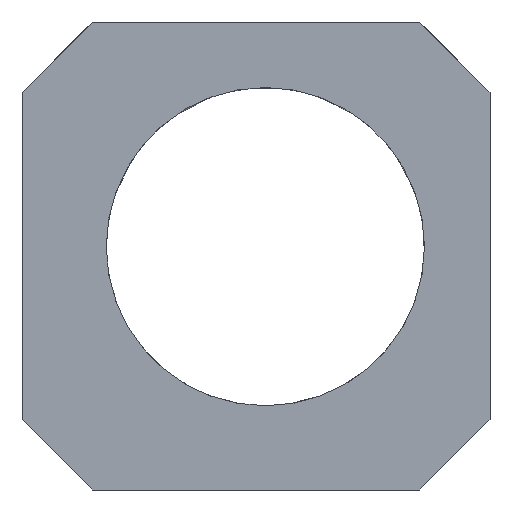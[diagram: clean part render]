
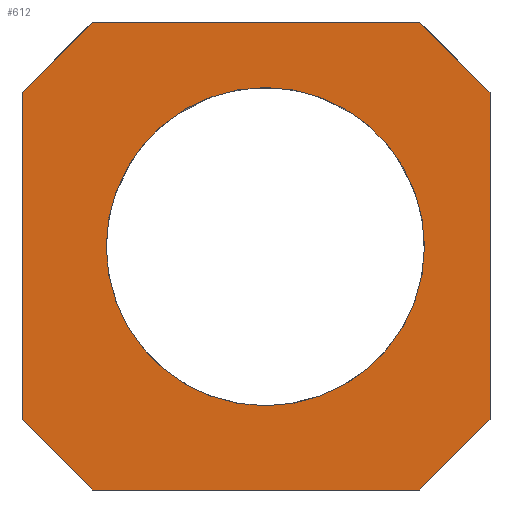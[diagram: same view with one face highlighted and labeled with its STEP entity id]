
A CAD part, front view. The second image highlights one B-rep face of the part: STEP entity #612.
In plain terms, the highlighted planar face has unit normal (0, -1, 0).
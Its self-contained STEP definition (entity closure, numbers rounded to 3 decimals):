
#29=FACE_BOUND('',#82,.T.);
#38=CIRCLE('',#671,3.4);
#49=FACE_OUTER_BOUND('',#81,.T.);
#81=EDGE_LOOP('',(#444,#445,#446,#447,#448,#449,#450,#451));
#82=EDGE_LOOP('',(#452));
#134=LINE('',#925,#205);
#137=LINE('',#930,#208);
#139=LINE('',#934,#210);
#141=LINE('',#938,#212);
#142=LINE('',#941,#213);
#143=LINE('',#943,#214);
#144=LINE('',#945,#215);
#145=LINE('',#946,#216);
#205=VECTOR('',#742,2.121);
#208=VECTOR('',#747,7.);
#210=VECTOR('',#751,2.121);
#212=VECTOR('',#755,7.);
#213=VECTOR('',#758,2.121);
#214=VECTOR('',#759,7.);
#215=VECTOR('',#760,2.121);
#216=VECTOR('',#761,7.);
#279=VERTEX_POINT('',#922);
#280=VERTEX_POINT('',#924);
#281=VERTEX_POINT('',#928);
#282=VERTEX_POINT('',#932);
#283=VERTEX_POINT('',#936);
#284=VERTEX_POINT('',#940);
#285=VERTEX_POINT('',#942);
#286=VERTEX_POINT('',#944);
#287=VERTEX_POINT('',#947);
#340=EDGE_CURVE('',#279,#280,#134,.T.);
#343=EDGE_CURVE('',#281,#279,#137,.T.);
#345=EDGE_CURVE('',#281,#282,#139,.F.);
#347=EDGE_CURVE('',#283,#282,#141,.T.);
#348=EDGE_CURVE('',#283,#284,#142,.T.);
#349=EDGE_CURVE('',#284,#285,#143,.T.);
#350=EDGE_CURVE('',#285,#286,#144,.F.);
#351=EDGE_CURVE('',#286,#280,#145,.T.);
#352=EDGE_CURVE('',#287,#287,#38,.T.);
#444=ORIENTED_EDGE('',*,*,#345,.T.);
#445=ORIENTED_EDGE('',*,*,#347,.F.);
#446=ORIENTED_EDGE('',*,*,#348,.T.);
#447=ORIENTED_EDGE('',*,*,#349,.T.);
#448=ORIENTED_EDGE('',*,*,#350,.T.);
#449=ORIENTED_EDGE('',*,*,#351,.T.);
#450=ORIENTED_EDGE('',*,*,#340,.F.);
#451=ORIENTED_EDGE('',*,*,#343,.F.);
#452=ORIENTED_EDGE('',*,*,#352,.F.);
#586=PLANE('',#670);
#612=ADVANCED_FACE('',(#49,#29),#586,.T.);
#670=AXIS2_PLACEMENT_3D('',#939,#756,#757);
#671=AXIS2_PLACEMENT_3D('',#948,#762,#763);
#742=DIRECTION('',(-0.707,0.,0.707));
#747=DIRECTION('',(-1.,0.,0.));
#751=DIRECTION('',(-0.707,0.,-0.707));
#755=DIRECTION('',(0.,0.,-1.));
#756=DIRECTION('center_axis',(0.,-1.,0.));
#757=DIRECTION('ref_axis',(0.,0.,-1.));
#758=DIRECTION('',(-0.707,0.,0.707));
#759=DIRECTION('',(-1.,0.,0.));
#760=DIRECTION('',(0.707,0.,0.707));
#761=DIRECTION('',(0.,0.,-1.));
#762=DIRECTION('center_axis',(0.,-1.,0.));
#763=DIRECTION('ref_axis',(0.,0.,-1.));
#922=CARTESIAN_POINT('',(-3.7,-7.222,-5.2));
#924=CARTESIAN_POINT('',(-5.2,-7.222,-3.7));
#925=CARTESIAN_POINT('',(-3.7,-7.222,-5.2));
#928=CARTESIAN_POINT('',(3.3,-7.222,-5.2));
#930=CARTESIAN_POINT('',(3.3,-7.222,-5.2));
#932=CARTESIAN_POINT('',(4.8,-7.222,-3.7));
#934=CARTESIAN_POINT('',(4.8,-7.222,-3.7));
#936=CARTESIAN_POINT('',(4.8,-7.222,3.3));
#938=CARTESIAN_POINT('',(4.8,-7.222,3.3));
#939=CARTESIAN_POINT('Origin',(0.,-7.222,0.));
#940=CARTESIAN_POINT('',(3.3,-7.222,4.8));
#941=CARTESIAN_POINT('',(4.8,-7.222,3.3));
#942=CARTESIAN_POINT('',(-3.7,-7.222,4.8));
#943=CARTESIAN_POINT('',(3.3,-7.222,4.8));
#944=CARTESIAN_POINT('',(-5.2,-7.222,3.3));
#945=CARTESIAN_POINT('',(-5.2,-7.222,3.3));
#946=CARTESIAN_POINT('',(-5.2,-7.222,3.3));
#947=CARTESIAN_POINT('',(0.,-7.222,-3.4));
#948=CARTESIAN_POINT('Origin',(0.,-7.222,0.));
